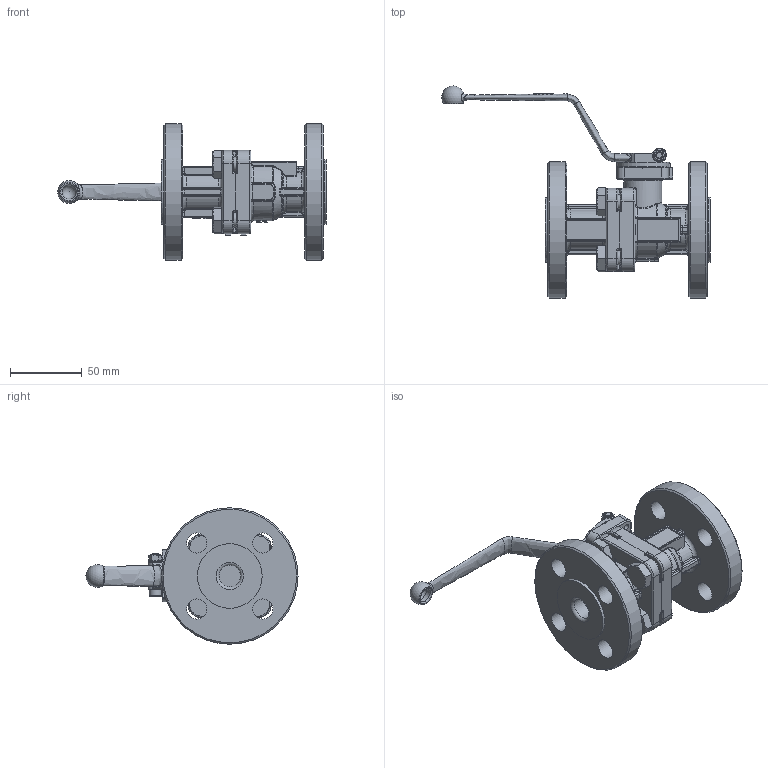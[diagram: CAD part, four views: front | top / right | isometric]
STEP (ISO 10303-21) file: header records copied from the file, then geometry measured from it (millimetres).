
FILE_DESCRIPTION(/* description */ (''),/* implementation_level */ '2;1');
FILE_NAME(/* name */ '71M_71MS_PN16_R27_15.stp',/* time_stamp */ '2021-06-16T09:36:21+02:00',/* author */ ('sga-ext'),/* organization */ (''),/* preprocessor_version */ 'ST-DEVELOPER v18.1',/* originating_system */ 'Autodesk Inventor 2021',/* authorisation */ '');
FILE_SCHEMA (('AUTOMOTIVE_DESIGN { 1 0 10303 214 3 1 1 }'));
Length unit declared in the file: millimetre
Products named in the file (1): ENG-069059
Bounding box: 186.97 x 147.65 x 95 mm (x, y, z)
Volume: 322520.4 mm3; surface area: 76198.4 mm2
Topology: 1 solids, 1 shells, 1317 faces, 3376 edges, 2090 vertices
Faces by surface type: plane 485, bspline 374, cylinder 286, torus 101, cone 63, sphere 8
Full cylindrical faces by diameter (mm): 4 x3, 4.134 x4, 5 x2, 5.5 x2, 8.376 x4, 8.5 x1, 9.188 x4, 10 x5, 11 x4, 14 x9, 14.3 x1, 15 x2, 15.4 x4, 26.5 x1, 27 x1, 45 x2, 95 x2
Entity records: 47199 total; most frequent: CARTESIAN_POINT 16210, ORIENTED_EDGE 6692, DIRECTION 5250, EDGE_CURVE 3346, VERTEX_POINT 2090, AXIS2_PLACEMENT_3D 1823, LINE 1604, VECTOR 1604
